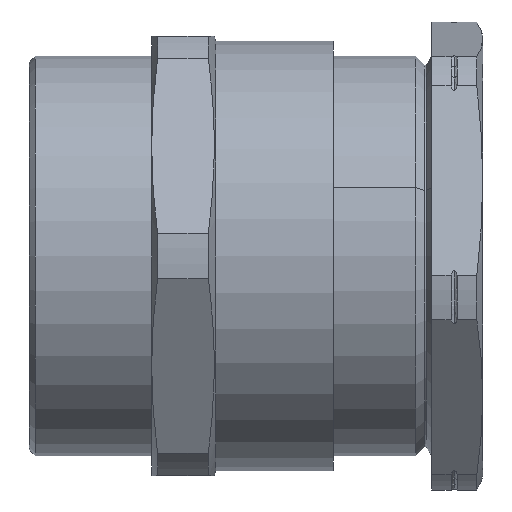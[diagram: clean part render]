
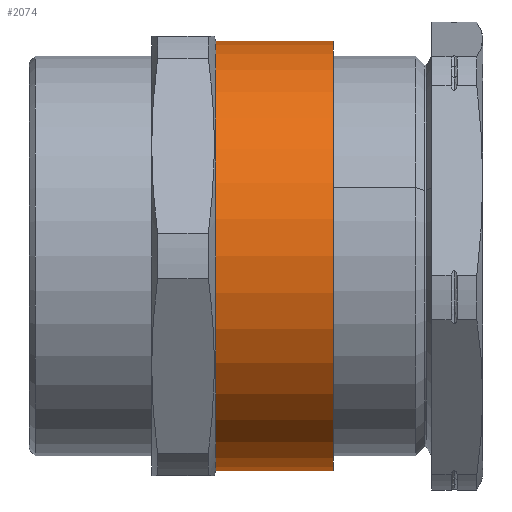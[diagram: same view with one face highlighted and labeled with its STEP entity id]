
A CAD part, front view. The second image highlights one B-rep face of the part: STEP entity #2074.
In plain terms, the highlighted cylindrical face has radius 26.85 mm (diameter 53.7 mm), a partial arc.
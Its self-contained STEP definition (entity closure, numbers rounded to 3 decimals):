
#143 = DIRECTION ( 'NONE',  ( 1., 0., 0. ) ) ;
#200 = CIRCLE ( 'NONE', #1976, 26.85 ) ;
#243 = EDGE_CURVE ( 'NONE', #2274, #2468, #908, .T. ) ;
#296 = DIRECTION ( 'NONE',  ( 1., 0., 0. ) ) ;
#333 = VERTEX_POINT ( 'NONE', #884 ) ;
#374 = DIRECTION ( 'NONE',  ( 1., 0., 0. ) ) ;
#613 = CARTESIAN_POINT ( 'NONE',  ( 38., 0., -26.85 ) ) ;
#777 = AXIS2_PLACEMENT_3D ( 'NONE', #1625, #296, #2283 ) ;
#810 = VERTEX_POINT ( 'NONE', #2622 ) ;
#884 = CARTESIAN_POINT ( 'NONE',  ( 23.3, 0., 26.85 ) ) ;
#908 = CIRCLE ( 'NONE', #2172, 26.85 ) ;
#931 = LINE ( 'NONE', #952, #2041 ) ;
#952 = CARTESIAN_POINT ( 'NONE',  ( 38., 0., 26.85 ) ) ;
#1243 = CYLINDRICAL_SURFACE ( 'NONE', #777, 26.85 ) ;
#1333 = ORIENTED_EDGE ( 'NONE', *, *, #1679, .T. ) ;
#1470 = DIRECTION ( 'NONE',  ( 0., 0., -1. ) ) ;
#1479 = DIRECTION ( 'NONE',  ( 0., 0., -1. ) ) ;
#1497 = DIRECTION ( 'NONE',  ( 1., 0., 0. ) ) ;
#1514 = ORIENTED_EDGE ( 'NONE', *, *, #1550, .F. ) ;
#1550 = EDGE_CURVE ( 'NONE', #333, #2274, #931, .T. ) ;
#1625 = CARTESIAN_POINT ( 'NONE',  ( 38., 0., 0. ) ) ;
#1679 = EDGE_CURVE ( 'NONE', #333, #810, #200, .T. ) ;
#1738 = LINE ( 'NONE', #613, #2828 ) ;
#1926 = CARTESIAN_POINT ( 'NONE',  ( 38., 0., 26.85 ) ) ;
#1976 = AXIS2_PLACEMENT_3D ( 'NONE', #2784, #143, #1479 ) ;
#2041 = VECTOR ( 'NONE', #2095, 1000. ) ;
#2042 = ORIENTED_EDGE ( 'NONE', *, *, #243, .F. ) ;
#2074 = ADVANCED_FACE ( 'NONE', ( #2529 ), #1243, .T. ) ;
#2095 = DIRECTION ( 'NONE',  ( 1., 0., 0. ) ) ;
#2097 = EDGE_CURVE ( 'NONE', #810, #2468, #1738, .T. ) ;
#2172 = AXIS2_PLACEMENT_3D ( 'NONE', #2377, #1497, #1470 ) ;
#2274 = VERTEX_POINT ( 'NONE', #1926 ) ;
#2283 = DIRECTION ( 'NONE',  ( 0., 0., -1. ) ) ;
#2377 = CARTESIAN_POINT ( 'NONE',  ( 38., 0., 0. ) ) ;
#2441 = ORIENTED_EDGE ( 'NONE', *, *, #2097, .T. ) ;
#2468 = VERTEX_POINT ( 'NONE', #2711 ) ;
#2529 = FACE_OUTER_BOUND ( 'NONE', #2750, .T. ) ;
#2622 = CARTESIAN_POINT ( 'NONE',  ( 23.3, 0., -26.85 ) ) ;
#2711 = CARTESIAN_POINT ( 'NONE',  ( 38., 0., -26.85 ) ) ;
#2750 = EDGE_LOOP ( 'NONE', ( #1514, #1333, #2441, #2042 ) ) ;
#2784 = CARTESIAN_POINT ( 'NONE',  ( 23.3, 0., 0. ) ) ;
#2828 = VECTOR ( 'NONE', #374, 1000. ) ;
